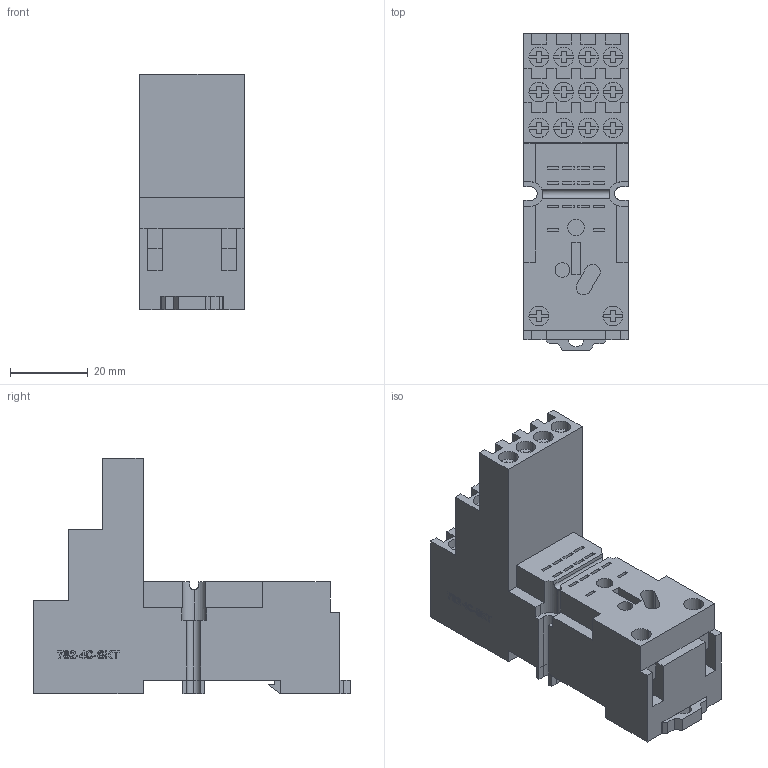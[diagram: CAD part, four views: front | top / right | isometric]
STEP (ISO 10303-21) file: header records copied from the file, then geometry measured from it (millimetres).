
FILE_DESCRIPTION (( 'STEP AP214' ), '1' );
FILE_NAME ('782-4C-SKT.STEP', '2013-11-18T21:13:53', ( '' ), ( '' ), 'SwSTEP 2.0', 'SolidWorks 2013', '' );
FILE_SCHEMA (( 'AUTOMOTIVE_DESIGN' ));
Length unit declared in the file: millimetre
Products named in the file (1): 782-4C-SKT
Bounding box: 27.02 x 81.71 x 60.75 mm (x, y, z)
Volume: 57857.4 mm3; surface area: 22502.7 mm2
Topology: 18 solids, 18 shells, 846 faces, 2273 edges, 1514 vertices
Faces by surface type: plane 677, cylinder 117, bspline 52
Entity records: 38420 total; most frequent: CARTESIAN_POINT 7803, ORIENTED_EDGE 4546, DIRECTION 4097, EDGE_CURVE 2273, VECTOR 1825, LINE 1825, VERTEX_POINT 1514, AXIS2_PLACEMENT_3D 1136
